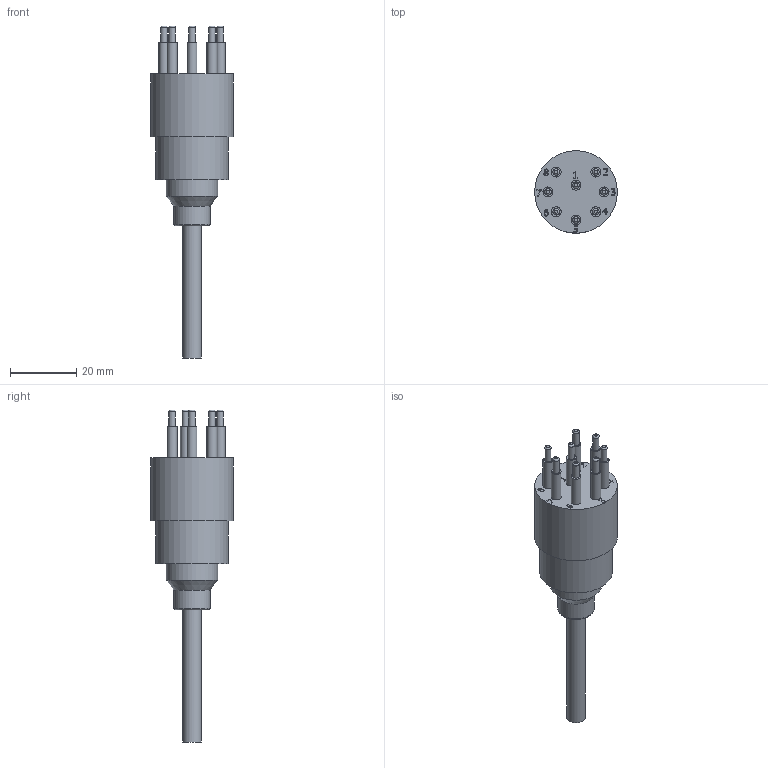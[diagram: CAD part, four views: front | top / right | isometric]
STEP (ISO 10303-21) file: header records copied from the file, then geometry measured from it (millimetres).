
FILE_DESCRIPTION(/* description */ (''),/* implementation_level */ '2;1');
FILE_NAME(/* name */ 'DOM8M.stp',/* time_stamp */ '2014-11-13T15:30:15+01:00',/* author */ ('sh'),/* organization */ (''),/* preprocessor_version */ 'ST-DEVELOPER v15.2',/* originating_system */ 'Autodesk Inventor 2014',/* authorisation */ '');
FILE_SCHEMA (('AUTOMOTIVE_DESIGN { 1 0 10303 214 3 1 1 }'));
Length unit declared in the file: millimetre
Products named in the file (1): DOM8M
Bounding box: 25 x 25 x 100.5 mm (x, y, z)
Volume: 17807.8 mm3; surface area: 5532.3 mm2
Topology: 1 solids, 1 shells, 202 faces, 498 edges, 329 vertices
Faces by surface type: bspline 90, plane 89, cylinder 21, torus 1, cone 1
Full cylindrical faces by diameter (mm): 2 x8, 3 x8, 5.5 x1, 11 x1, 15.5 x1, 22 x1, 25 x1
Entity records: 6758 total; most frequent: CARTESIAN_POINT 2539, ORIENTED_EDGE 946, DIRECTION 578, EDGE_CURVE 473, VERTEX_POINT 327, EDGE_LOOP 256, LINE 250, VECTOR 250
